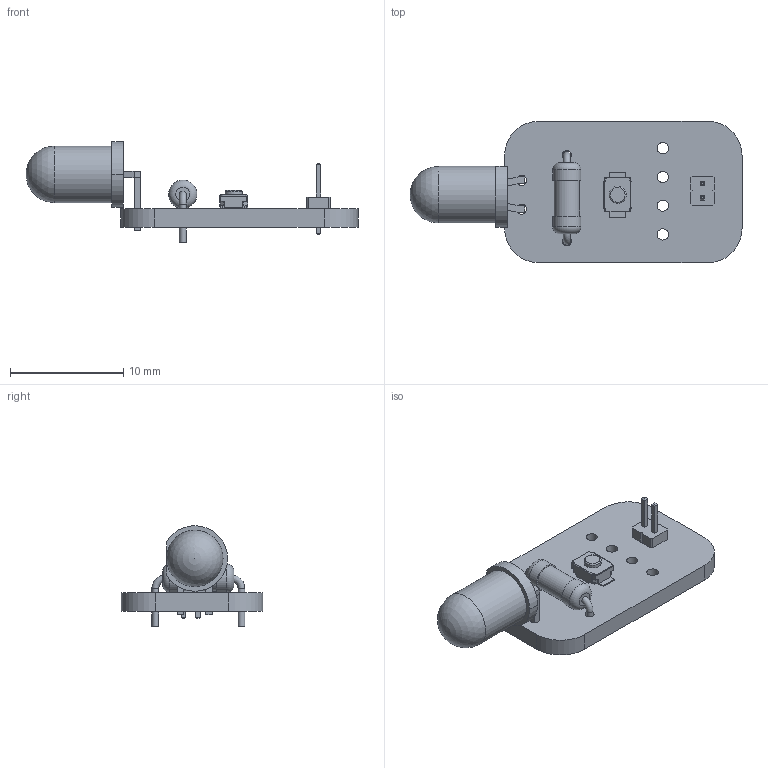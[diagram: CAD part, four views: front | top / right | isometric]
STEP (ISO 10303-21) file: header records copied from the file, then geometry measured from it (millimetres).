
FILE_DESCRIPTION(('KiCad electronic assembly'),'2;1');
FILE_NAME('LED2 v1.step','2024-08-16T13:06:50',('Pcbnew'),('Kicad'), 'Open CASCADE STEP processor 7.8','KiCad to STEP converter','Unknown' );
FILE_SCHEMA(('AUTOMOTIVE_DESIGN { 1 0 10303 214 1 1 1 1 }'));
Length unit declared in the file: millimetre
Products named in the file (10): LED2 v1 1; PinHeader_1x02_P1.27mm_Vertical; PinHeader_1x02_P127mm_Vertical; R_Axial_DIN0207_L6.3mm_D2.5mm_P7.62mm_Horizontal; R_Axial_DIN0207_L63mm_D25mm_P762mm_Horizontal; LED_D5.0mm_Horizontal_O1.27mm_Z3.0mm; SW_SPST_B3U-1000P; _autosave-LED2_PCB
Assembly tree (9 placements, depth 3):
  LED2 v1 1
    PinHeader_1x02_P1.27mm_Vertical
      PinHeader_1x02_P127mm_Vertical
    R_Axial_DIN0207_L6.3mm_D2.5mm_P7.62mm_Horizontal
      R_Axial_DIN0207_L63mm_D25mm_P762mm_Horizontal
    LED_D5.0mm_Horizontal_O1.27mm_Z3.0mm
      LED_D5.0mm_Horizontal_O1.27mm_Z3.0mm
    SW_SPST_B3U-1000P
      SW_SPST_B3U-1000P
    _autosave-LED2_PCB
Bounding box: 29.37 x 12.5 x 8.9 mm (x, y, z)
Volume: 606.5 mm3; surface area: 981 mm2
Topology: 5 solids, 5 shells, 362 faces, 892 edges, 521 vertices
Faces by surface type: plane 200, cylinder 123, torus 21, sphere 18
Full cylindrical faces by diameter (mm): 0.6 x2, 0.65 x2, 0.8 x2, 0.9 x2, 1 x4, 1.5 x1, 2.25 x1, 2.5 x2, 5 x1
Entity records: 13501 total; most frequent: CARTESIAN_POINT 2293, DIRECTION 1874, ORIENTED_EDGE 1748, EDGE_CURVE 874, AXIS2_PLACEMENT_3D 634, LINE 606, VECTOR 606, VERTEX_POINT 521
